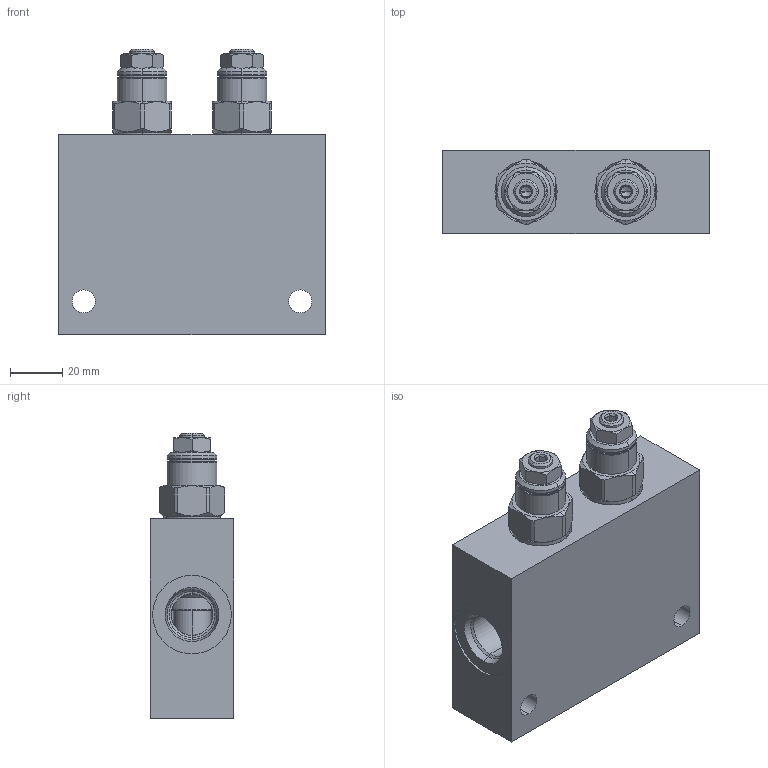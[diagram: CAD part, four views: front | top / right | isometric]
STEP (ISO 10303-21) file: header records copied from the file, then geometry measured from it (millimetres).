
FILE_DESCRIPTION((''),'2;1');
FILE_NAME('CBCALHN-YEJ_ASM','2023-08-22T',('ProEService'),(''),'PRO/ENGINEER BY PARAMETRIC TECHNOLOGY CORPORATION, 2014200','PRO/ENGINEER BY PARAMETRIC TECHNOLOGY CORPORATION, 2014200','');
FILE_SCHEMA(('CONFIG_CONTROL_DESIGN'));
Length unit declared in the file: inch
Products named in the file (3): 150-237-005; CBCALHN; CBCALHN-YEJ_ASM
Assembly tree (3 placements, depth 2):
  CBCALHN-YEJ_ASM
    150-237-005
    CBCALHN  x2
Bounding box: 101.6 x 31.75 x 108.74 mm (x, y, z)
Volume: 233261.5 mm3; surface area: 54430.7 mm2
Topology: 9 solids, 13 shells, 460 faces, 1205 edges, 881 vertices
Faces by surface type: cylinder 160, cone 108, plane 104, torus 64, revolution 24
Entity records: 10579 total; most frequent: CARTESIAN_POINT 3161, DIRECTION 1634, ORIENTED_EDGE 1248, EDGE_CURVE 624, AXIS2_PLACEMENT_3D 611, VECTOR 400, LINE 400, VERTEX_POINT 373
